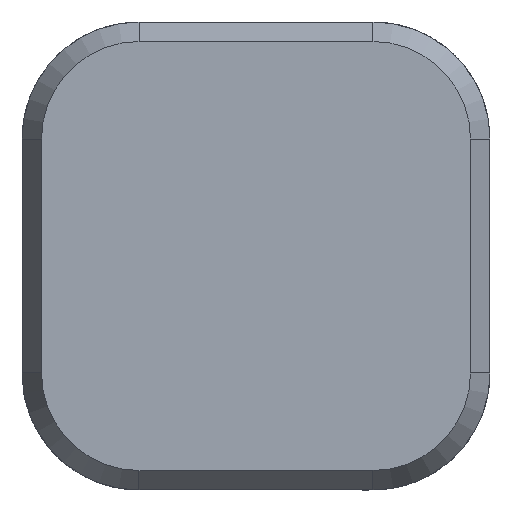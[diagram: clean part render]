
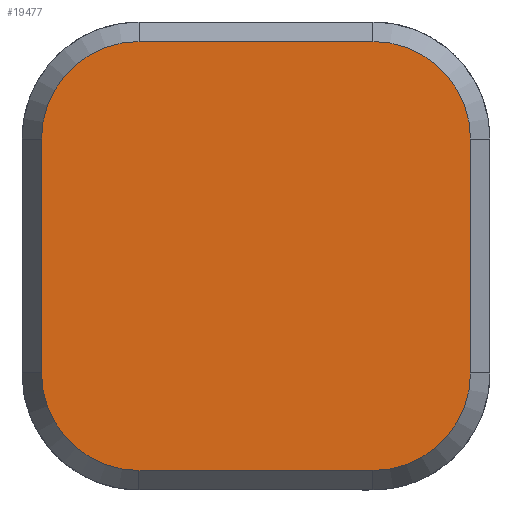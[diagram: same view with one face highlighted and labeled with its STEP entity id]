
A CAD part, front view. The second image highlights one B-rep face of the part: STEP entity #19477.
In plain terms, the highlighted planar face has unit normal (0, -1, 0).
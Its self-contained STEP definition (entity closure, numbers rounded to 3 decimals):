
#177 = CARTESIAN_POINT ( 'NONE',  ( -30., 0., 55. ) ) ;
#639 = VERTEX_POINT ( 'NONE', #16591 ) ;
#644 = CIRCLE ( 'NONE', #19574, 25. ) ;
#1341 = CARTESIAN_POINT ( 'NONE',  ( -30., 0., -55. ) ) ;
#1359 = AXIS2_PLACEMENT_3D ( 'NONE', #10054, #1849, #14738 ) ;
#1471 = DIRECTION ( 'NONE',  ( 0., 1., 0. ) ) ;
#1849 = DIRECTION ( 'NONE',  ( 0., -1., 0. ) ) ;
#2245 = EDGE_CURVE ( 'NONE', #7180, #9742, #14315, .T. ) ;
#2419 = ORIENTED_EDGE ( 'NONE', *, *, #18728, .T. ) ;
#2499 = DIRECTION ( 'NONE',  ( 0., -1., 0. ) ) ;
#3013 = VECTOR ( 'NONE', #10035, 1000. ) ;
#3035 = DIRECTION ( 'NONE',  ( 0., 0., 1. ) ) ;
#3098 = ORIENTED_EDGE ( 'NONE', *, *, #10504, .T. ) ;
#3188 = CARTESIAN_POINT ( 'NONE',  ( 55., 0., -30. ) ) ;
#3239 = FACE_OUTER_BOUND ( 'NONE', #16004, .T. ) ;
#3779 = CARTESIAN_POINT ( 'NONE',  ( -30., 0., -55. ) ) ;
#4430 = VERTEX_POINT ( 'NONE', #15802 ) ;
#4566 = CARTESIAN_POINT ( 'NONE',  ( -30., 0., 55. ) ) ;
#4836 = CIRCLE ( 'NONE', #19772, 25. ) ;
#5707 = EDGE_CURVE ( 'NONE', #10556, #6219, #13344, .T. ) ;
#5820 = LINE ( 'NONE', #10405, #6064 ) ;
#5926 = AXIS2_PLACEMENT_3D ( 'NONE', #11037, #1471, #3035 ) ;
#6064 = VECTOR ( 'NONE', #13844, 1000. ) ;
#6132 = EDGE_CURVE ( 'NONE', #4430, #639, #5820, .T. ) ;
#6219 = VERTEX_POINT ( 'NONE', #14256 ) ;
#6655 = VERTEX_POINT ( 'NONE', #177 ) ;
#7020 = LINE ( 'NONE', #14922, #3013 ) ;
#7180 = VERTEX_POINT ( 'NONE', #8927 ) ;
#8927 = CARTESIAN_POINT ( 'NONE',  ( 55., 0., 30. ) ) ;
#8964 = ORIENTED_EDGE ( 'NONE', *, *, #5707, .T. ) ;
#9742 = VERTEX_POINT ( 'NONE', #13301 ) ;
#10035 = DIRECTION ( 'NONE',  ( 0., 0., 1. ) ) ;
#10042 = VECTOR ( 'NONE', #14803, 1000. ) ;
#10054 = CARTESIAN_POINT ( 'NONE',  ( 30., 0., 30. ) ) ;
#10245 = DIRECTION ( 'NONE',  ( 0., -1., 0. ) ) ;
#10257 = ORIENTED_EDGE ( 'NONE', *, *, #14852, .T. ) ;
#10390 = DIRECTION ( 'NONE',  ( 0., 0., 1. ) ) ;
#10405 = CARTESIAN_POINT ( 'NONE',  ( -55., 0., 30. ) ) ;
#10504 = EDGE_CURVE ( 'NONE', #639, #10556, #13476, .T. ) ;
#10556 = VERTEX_POINT ( 'NONE', #1341 ) ;
#10905 = VERTEX_POINT ( 'NONE', #3188 ) ;
#11007 = DIRECTION ( 'NONE',  ( -1., 0., 0. ) ) ;
#11037 = CARTESIAN_POINT ( 'NONE',  ( -30., 0., 30. ) ) ;
#12462 = ORIENTED_EDGE ( 'NONE', *, *, #17021, .T. ) ;
#12857 = VECTOR ( 'NONE', #11007, 1000. ) ;
#13301 = CARTESIAN_POINT ( 'NONE',  ( 30., 0., 55. ) ) ;
#13344 = LINE ( 'NONE', #3779, #10042 ) ;
#13476 = CIRCLE ( 'NONE', #15472, 25. ) ;
#13844 = DIRECTION ( 'NONE',  ( 0., 0., -1. ) ) ;
#14031 = LINE ( 'NONE', #4566, #12857 ) ;
#14256 = CARTESIAN_POINT ( 'NONE',  ( 30., 0., -55. ) ) ;
#14315 = CIRCLE ( 'NONE', #1359, 25. ) ;
#14738 = DIRECTION ( 'NONE',  ( 0., 0., 1. ) ) ;
#14803 = DIRECTION ( 'NONE',  ( 1., 0., 0. ) ) ;
#14852 = EDGE_CURVE ( 'NONE', #10905, #7180, #7020, .T. ) ;
#14922 = CARTESIAN_POINT ( 'NONE',  ( 55., 0., 30. ) ) ;
#14925 = CARTESIAN_POINT ( 'NONE',  ( 30., 0., -30. ) ) ;
#15315 = ORIENTED_EDGE ( 'NONE', *, *, #6132, .T. ) ;
#15472 = AXIS2_PLACEMENT_3D ( 'NONE', #19642, #16829, #10390 ) ;
#15617 = ORIENTED_EDGE ( 'NONE', *, *, #20592, .T. ) ;
#15802 = CARTESIAN_POINT ( 'NONE',  ( -55., 0., 30. ) ) ;
#16004 = EDGE_LOOP ( 'NONE', ( #18293, #12462, #2419, #15315, #3098, #8964, #15617, #10257 ) ) ;
#16591 = CARTESIAN_POINT ( 'NONE',  ( -55., 0., -30. ) ) ;
#16732 = CARTESIAN_POINT ( 'NONE',  ( -30., 0., 30. ) ) ;
#16829 = DIRECTION ( 'NONE',  ( 0., -1., 0. ) ) ;
#17021 = EDGE_CURVE ( 'NONE', #9742, #6655, #14031, .T. ) ;
#17355 = DIRECTION ( 'NONE',  ( 0., 0., 1. ) ) ;
#18293 = ORIENTED_EDGE ( 'NONE', *, *, #2245, .T. ) ;
#18629 = DIRECTION ( 'NONE',  ( 0., 0., 1. ) ) ;
#18728 = EDGE_CURVE ( 'NONE', #6655, #4430, #4836, .T. ) ;
#19041 = PLANE ( 'NONE',  #5926 ) ;
#19477 = ADVANCED_FACE ( 'NONE', ( #3239 ), #19041, .F. ) ;
#19574 = AXIS2_PLACEMENT_3D ( 'NONE', #14925, #10245, #18629 ) ;
#19642 = CARTESIAN_POINT ( 'NONE',  ( -30., 0., -30. ) ) ;
#19772 = AXIS2_PLACEMENT_3D ( 'NONE', #16732, #2499, #17355 ) ;
#20592 = EDGE_CURVE ( 'NONE', #6219, #10905, #644, .T. ) ;
